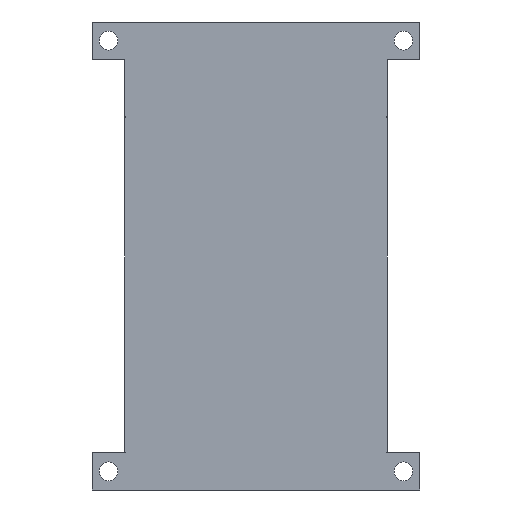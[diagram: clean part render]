
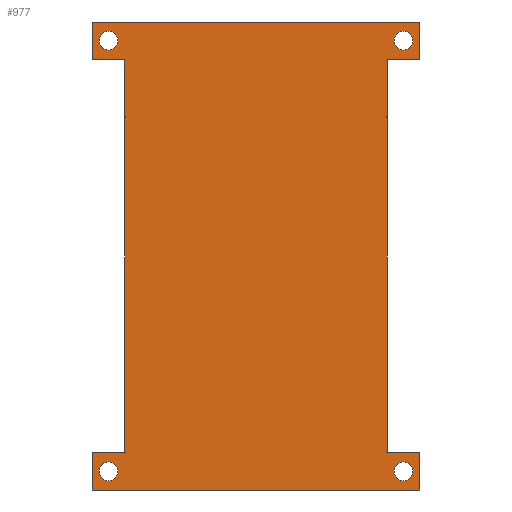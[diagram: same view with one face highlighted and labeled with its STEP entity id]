
A CAD part, left-side view. The second image highlights one B-rep face of the part: STEP entity #977.
In plain terms, the highlighted planar face has unit normal (-1, 0, 0).
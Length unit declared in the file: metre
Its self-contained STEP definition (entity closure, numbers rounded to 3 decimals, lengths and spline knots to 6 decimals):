
#40=CIRCLE('',#1048,0.01);
#41=CIRCLE('',#1050,0.01);
#42=CIRCLE('',#1051,0.01);
#43=CIRCLE('',#1052,0.01);
#52=B_SPLINE_CURVE_WITH_KNOTS('',3,(#1334,#1335,#1336,#1337),
 .UNSPECIFIED.,.F.,.F.,(4,4),(0.4,1.),.UNSPECIFIED.);
#55=B_SPLINE_CURVE_WITH_KNOTS('',3,(#1372,#1373,#1374,#1375),
 .UNSPECIFIED.,.F.,.F.,(4,4),(0.,0.6),.UNSPECIFIED.);
#158=ORIENTED_EDGE('',*,*,#398,.F.);
#159=ORIENTED_EDGE('',*,*,#420,.T.);
#160=ORIENTED_EDGE('',*,*,#409,.F.);
#161=ORIENTED_EDGE('',*,*,#421,.F.);
#162=ORIENTED_EDGE('',*,*,#354,.F.);
#163=ORIENTED_EDGE('',*,*,#422,.T.);
#164=ORIENTED_EDGE('',*,*,#423,.F.);
#165=ORIENTED_EDGE('',*,*,#392,.T.);
#166=ORIENTED_EDGE('',*,*,#424,.T.);
#167=ORIENTED_EDGE('',*,*,#425,.F.);
#168=ORIENTED_EDGE('',*,*,#368,.T.);
#169=ORIENTED_EDGE('',*,*,#426,.T.);
#170=ORIENTED_EDGE('',*,*,#413,.T.);
#171=ORIENTED_EDGE('',*,*,#418,.F.);
#172=ORIENTED_EDGE('',*,*,#419,.F.);
#173=ORIENTED_EDGE('',*,*,#427,.F.);
#174=ORIENTED_EDGE('',*,*,#428,.T.);
#175=ORIENTED_EDGE('',*,*,#429,.T.);
#354=EDGE_CURVE('',#491,#492,#52,.T.);
#368=EDGE_CURVE('',#506,#505,#55,.F.);
#392=EDGE_CURVE('',#526,#525,#614,.T.);
#398=EDGE_CURVE('',#531,#532,#619,.T.);
#409=EDGE_CURVE('',#540,#541,#628,.T.);
#413=EDGE_CURVE('',#545,#544,#632,.T.);
#418=EDGE_CURVE('',#532,#544,#636,.T.);
#419=EDGE_CURVE('',#547,#547,#40,.T.);
#420=EDGE_CURVE('',#531,#541,#637,.T.);
#421=EDGE_CURVE('',#492,#540,#638,.T.);
#422=EDGE_CURVE('',#491,#548,#639,.T.);
#423=EDGE_CURVE('',#526,#548,#640,.T.);
#424=EDGE_CURVE('',#525,#549,#641,.T.);
#425=EDGE_CURVE('',#506,#549,#642,.T.);
#426=EDGE_CURVE('',#505,#545,#643,.T.);
#427=EDGE_CURVE('',#550,#550,#41,.T.);
#428=EDGE_CURVE('',#551,#551,#42,.T.);
#429=EDGE_CURVE('',#552,#552,#43,.T.);
#491=VERTEX_POINT('',#1333);
#492=VERTEX_POINT('',#1338);
#505=VERTEX_POINT('',#1371);
#506=VERTEX_POINT('',#1376);
#525=VERTEX_POINT('',#1433);
#526=VERTEX_POINT('',#1435);
#531=VERTEX_POINT('',#1446);
#532=VERTEX_POINT('',#1448);
#540=VERTEX_POINT('',#1468);
#541=VERTEX_POINT('',#1470);
#544=VERTEX_POINT('',#1477);
#545=VERTEX_POINT('',#1479);
#547=VERTEX_POINT('',#1490);
#548=VERTEX_POINT('',#1495);
#549=VERTEX_POINT('',#1498);
#550=VERTEX_POINT('',#1502);
#551=VERTEX_POINT('',#1504);
#552=VERTEX_POINT('',#1506);
#614=LINE('',#1434,#712);
#619=LINE('',#1447,#717);
#628=LINE('',#1469,#726);
#632=LINE('',#1478,#730);
#636=LINE('',#1487,#734);
#637=LINE('',#1492,#735);
#638=LINE('',#1493,#736);
#639=LINE('',#1494,#737);
#640=LINE('',#1496,#738);
#641=LINE('',#1497,#739);
#642=LINE('',#1499,#740);
#643=LINE('',#1500,#741);
#712=VECTOR('',#1142,1.);
#717=VECTOR('',#1151,1.);
#726=VECTOR('',#1168,1.);
#730=VECTOR('',#1174,1.);
#734=VECTOR('',#1184,1.);
#735=VECTOR('',#1191,1.);
#736=VECTOR('',#1192,1.);
#737=VECTOR('',#1193,1.);
#738=VECTOR('',#1194,1.);
#739=VECTOR('',#1195,1.);
#740=VECTOR('',#1196,1.);
#741=VECTOR('',#1197,1.);
#791=EDGE_LOOP('',(#158,#159,#160,#161,#162,#163,#164,#165,#166,#167,#168,
#169,#170,#171));
#792=EDGE_LOOP('',(#172));
#793=EDGE_LOOP('',(#173));
#794=EDGE_LOOP('',(#174));
#795=EDGE_LOOP('',(#175));
#867=FACE_BOUND('',#791,.T.);
#868=FACE_BOUND('',#792,.T.);
#869=FACE_BOUND('',#793,.T.);
#870=FACE_BOUND('',#794,.T.);
#871=FACE_BOUND('',#795,.T.);
#938=PLANE('',#1049);
#977=ADVANCED_FACE('',(#867,#868,#869,#870,#871),#938,.T.);
#1048=AXIS2_PLACEMENT_3D('',#1489,#1187,#1188);
#1049=AXIS2_PLACEMENT_3D('',#1491,#1189,#1190);
#1050=AXIS2_PLACEMENT_3D('',#1501,#1198,#1199);
#1051=AXIS2_PLACEMENT_3D('',#1503,#1200,#1201);
#1052=AXIS2_PLACEMENT_3D('',#1505,#1202,#1203);
#1142=DIRECTION('',(0.,1.,0.));
#1151=DIRECTION('',(0.,1.,0.));
#1168=DIRECTION('',(0.,-1.,0.));
#1174=DIRECTION('',(0.,1.,0.));
#1184=DIRECTION('',(0.,0.,1.));
#1187=DIRECTION('',(-1.,0.,0.));
#1188=DIRECTION('',(0.,-1.,0.));
#1189=DIRECTION('',(-1.,0.,0.));
#1190=DIRECTION('',(0.,-1.,0.));
#1191=DIRECTION('',(0.,0.,1.));
#1192=DIRECTION('',(0.,0.,-1.));
#1193=DIRECTION('',(0.,-1.,0.));
#1194=DIRECTION('',(0.,0.,-1.));
#1195=DIRECTION('',(0.,0.,-1.));
#1196=DIRECTION('',(0.,1.,0.));
#1197=DIRECTION('',(0.,0.,-1.));
#1198=DIRECTION('',(-1.,0.,0.));
#1199=DIRECTION('',(0.,-1.,0.));
#1200=DIRECTION('',(1.,0.,0.));
#1201=DIRECTION('',(0.,-1.,0.));
#1202=DIRECTION('',(1.,0.,0.));
#1203=DIRECTION('',(0.,-1.,0.));
#1333=CARTESIAN_POINT('',(-0.14,-0.14,0.46));
#1334=CARTESIAN_POINT('',(-0.14,-0.14,0.46));
#1335=CARTESIAN_POINT('',(-0.14,-0.14,0.44));
#1336=CARTESIAN_POINT('',(-0.14,-0.14,0.42));
#1337=CARTESIAN_POINT('',(-0.14,-0.14,0.4));
#1338=CARTESIAN_POINT('',(-0.14,-0.14,0.4));
#1371=CARTESIAN_POINT('',(-0.14,0.14,0.4));
#1372=CARTESIAN_POINT('',(-0.14,0.14,0.4));
#1373=CARTESIAN_POINT('',(-0.14,0.14,0.42));
#1374=CARTESIAN_POINT('',(-0.14,0.14,0.44));
#1375=CARTESIAN_POINT('',(-0.14,0.14,0.46));
#1376=CARTESIAN_POINT('',(-0.14,0.14,0.46));
#1433=CARTESIAN_POINT('',(-0.14,0.175,0.5));
#1434=CARTESIAN_POINT('',(-0.14,0.,0.5));
#1435=CARTESIAN_POINT('',(-0.14,-0.175,0.5));
#1446=CARTESIAN_POINT('',(-0.14,-0.175,0.));
#1447=CARTESIAN_POINT('',(-0.14,0.1575,0.));
#1448=CARTESIAN_POINT('',(-0.14,0.175,0.));
#1468=CARTESIAN_POINT('',(-0.14,-0.14,0.04));
#1469=CARTESIAN_POINT('',(-0.14,-0.1575,0.04));
#1470=CARTESIAN_POINT('',(-0.14,-0.175,0.04));
#1477=CARTESIAN_POINT('',(-0.14,0.175,0.04));
#1478=CARTESIAN_POINT('',(-0.14,0.1575,0.04));
#1479=CARTESIAN_POINT('',(-0.14,0.14,0.04));
#1487=CARTESIAN_POINT('',(-0.14,0.175,0.02));
#1489=CARTESIAN_POINT('',(-0.14,0.1575,0.02));
#1490=CARTESIAN_POINT('',(-0.14,0.1475,0.02));
#1491=CARTESIAN_POINT('',(-0.14,0.,0.25));
#1492=CARTESIAN_POINT('',(-0.14,-0.175,0.02));
#1493=CARTESIAN_POINT('',(-0.14,-0.14,500.));
#1494=CARTESIAN_POINT('',(-0.14,-0.1575,0.46));
#1495=CARTESIAN_POINT('',(-0.14,-0.175,0.46));
#1496=CARTESIAN_POINT('',(-0.14,-0.175,0.48));
#1497=CARTESIAN_POINT('',(-0.14,0.175,0.48));
#1498=CARTESIAN_POINT('',(-0.14,0.175,0.46));
#1499=CARTESIAN_POINT('',(-0.14,0.1575,0.46));
#1500=CARTESIAN_POINT('',(-0.14,0.14,500.));
#1501=CARTESIAN_POINT('',(-0.14,0.1575,0.48));
#1502=CARTESIAN_POINT('',(-0.14,0.1475,0.48));
#1503=CARTESIAN_POINT('',(-0.14,-0.1575,0.48));
#1504=CARTESIAN_POINT('',(-0.14,-0.1675,0.48));
#1505=CARTESIAN_POINT('',(-0.14,-0.1575,0.02));
#1506=CARTESIAN_POINT('',(-0.14,-0.1675,0.02));
